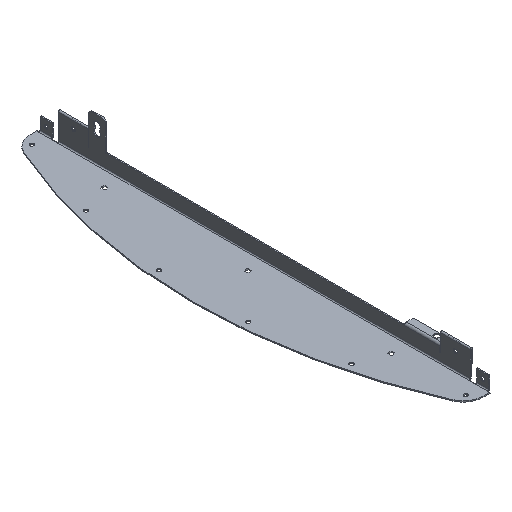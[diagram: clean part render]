
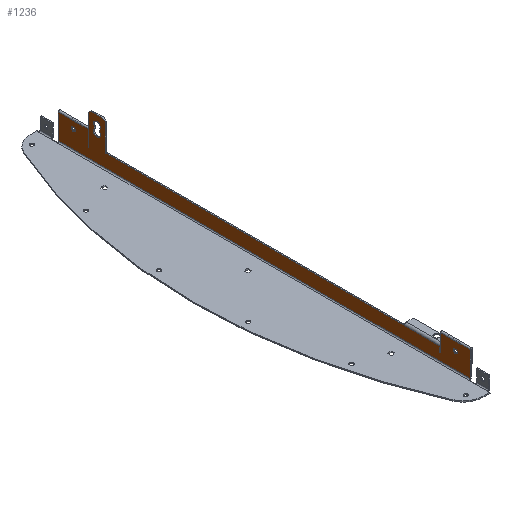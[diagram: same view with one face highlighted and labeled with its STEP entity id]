
A CAD part, isometric view. The second image highlights one B-rep face of the part: STEP entity #1236.
In plain terms, the highlighted planar face has unit normal (-1, 0, 0).
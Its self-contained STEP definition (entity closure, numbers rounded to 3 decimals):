
#198=CARTESIAN_POINT('',(53.767,240.75,42.285));
#199=VERTEX_POINT('',#198);
#206=CARTESIAN_POINT('',(53.767,232.65,42.285));
#207=VERTEX_POINT('',#206);
#208=CARTESIAN_POINT('',(53.767,236.7,39.9));
#209=DIRECTION('',(1.0,0.0,0.0));
#210=DIRECTION('',(0.0,0.0,-1.0));
#211=AXIS2_PLACEMENT_3D('',#208,#209,#210);
#212=CIRCLE('',#211,4.7);
#213=EDGE_CURVE('',#207,#199,#212,.T.);
#238=CARTESIAN_POINT('',(53.767,240.75,46.915));
#239=VERTEX_POINT('',#238);
#240=CARTESIAN_POINT('',(53.767,240.75,42.285));
#241=DIRECTION('',(0.0,0.0,1.0));
#242=VECTOR('',#241,4.63);
#243=LINE('',#240,#242);
#244=EDGE_CURVE('',#199,#239,#243,.T.);
#269=CARTESIAN_POINT('',(53.767,232.65,46.915));
#270=VERTEX_POINT('',#269);
#271=CARTESIAN_POINT('',(53.767,236.7,49.3));
#272=DIRECTION('',(1.0,0.0,0.0));
#273=DIRECTION('',(0.0,0.0,-1.0));
#274=AXIS2_PLACEMENT_3D('',#271,#272,#273);
#275=CIRCLE('',#274,4.7);
#276=EDGE_CURVE('',#239,#270,#275,.T.);
#302=CARTESIAN_POINT('',(53.767,232.65,46.915));
#303=DIRECTION('',(0.0,0.0,-1.0));
#304=VECTOR('',#303,4.63);
#305=LINE('',#302,#304);
#306=EDGE_CURVE('',#270,#207,#305,.T.);
#324=CARTESIAN_POINT('',(53.767,248.2,59.5));
#325=VERTEX_POINT('',#324);
#326=CARTESIAN_POINT('',(53.767,245.2,62.5));
#327=VERTEX_POINT('',#326);
#328=CARTESIAN_POINT('',(53.767,248.2,59.5));
#329=DIRECTION('',(0.,-0.707,0.707));
#330=VECTOR('',#329,4.243);
#331=LINE('',#328,#330);
#332=EDGE_CURVE('',#325,#327,#331,.T.);
#544=CARTESIAN_POINT('',(53.767,228.2,62.5));
#545=VERTEX_POINT('',#544);
#546=CARTESIAN_POINT('',(53.767,228.2,62.5));
#547=DIRECTION('',(0.0,1.0,0.0));
#548=VECTOR('',#547,17.0);
#549=LINE('',#546,#548);
#550=EDGE_CURVE('',#545,#327,#549,.T.);
#567=CARTESIAN_POINT('',(53.767,225.2,59.5));
#568=VERTEX_POINT('',#567);
#569=CARTESIAN_POINT('',(53.767,228.2,62.5));
#570=DIRECTION('',(0.,-0.707,-0.707));
#571=VECTOR('',#570,4.243);
#572=LINE('',#569,#571);
#573=EDGE_CURVE('',#545,#568,#572,.T.);
#767=CARTESIAN_POINT('',(53.767,-270.2,28.725));
#768=VERTEX_POINT('',#767);
#769=CARTESIAN_POINT('',(53.767,-270.2,25.975));
#770=DIRECTION('',(1.0,0.0,0.0));
#771=DIRECTION('',(0.0,0.0,-1.0));
#772=AXIS2_PLACEMENT_3D('',#769,#770,#771);
#773=CIRCLE('',#772,2.75);
#774=EDGE_CURVE('',#768,#768,#773,.T.);
#857=CARTESIAN_POINT('',(53.767,270.2,30.475));
#858=VERTEX_POINT('',#857);
#859=CARTESIAN_POINT('',(53.767,270.2,27.725));
#860=DIRECTION('',(1.0,0.0,0.0));
#861=DIRECTION('',(0.0,0.0,-1.0));
#862=AXIS2_PLACEMENT_3D('',#859,#860,#861);
#863=CIRCLE('',#862,2.75);
#864=EDGE_CURVE('',#858,#858,#863,.T.);
#877=CARTESIAN_POINT('',(53.767,249.2,38.45));
#878=VERTEX_POINT('',#877);
#896=CARTESIAN_POINT('',(53.767,291.2,38.45));
#897=VERTEX_POINT('',#896);
#905=CARTESIAN_POINT('',(53.767,249.2,38.45));
#906=DIRECTION('',(0.0,1.0,0.0));
#907=VECTOR('',#906,42.);
#908=LINE('',#905,#907);
#909=EDGE_CURVE('',#878,#897,#908,.T.);
#1065=CARTESIAN_POINT('',(53.767,291.2,3.));
#1066=VERTEX_POINT('',#1065);
#1074=CARTESIAN_POINT('',(53.767,291.2,38.45));
#1075=DIRECTION('',(0.0,0.0,-1.0));
#1076=VECTOR('',#1075,35.45);
#1077=LINE('',#1074,#1076);
#1078=EDGE_CURVE('',#897,#1066,#1077,.T.);
#1089=CARTESIAN_POINT('',(53.767,249.2,17.));
#1090=VERTEX_POINT('',#1089);
#1091=CARTESIAN_POINT('',(53.767,249.2,17.));
#1092=DIRECTION('',(0.0,0.0,1.0));
#1093=VECTOR('',#1092,21.45);
#1094=LINE('',#1091,#1093);
#1095=EDGE_CURVE('',#1090,#878,#1094,.T.);
#1111=CARTESIAN_POINT('',(53.767,0.,33.5));
#1112=DIRECTION('',(1.0,0.0,0.0));
#1113=DIRECTION('',(0.0,0.0,-1.0));
#1114=AXIS2_PLACEMENT_3D('',#1111,#1112,#1113);
#1115=PLANE('',#1114);
#1116=ORIENTED_EDGE('',*,*,#332,.F.);
#1117=CARTESIAN_POINT('',(53.767,248.2,17.));
#1118=VERTEX_POINT('',#1117);
#1119=CARTESIAN_POINT('',(53.767,248.2,59.5));
#1120=DIRECTION('',(0.0,0.0,-1.0));
#1121=VECTOR('',#1120,42.5);
#1122=LINE('',#1119,#1121);
#1123=EDGE_CURVE('',#325,#1118,#1122,.T.);
#1124=ORIENTED_EDGE('',*,*,#1123,.T.);
#1125=CARTESIAN_POINT('',(53.767,248.2,17.));
#1126=DIRECTION('',(0.0,1.0,0.0));
#1127=VECTOR('',#1126,1.);
#1128=LINE('',#1125,#1127);
#1129=EDGE_CURVE('',#1118,#1090,#1128,.T.);
#1130=ORIENTED_EDGE('',*,*,#1129,.T.);
#1131=ORIENTED_EDGE('',*,*,#1095,.T.);
#1132=ORIENTED_EDGE('',*,*,#909,.T.);
#1133=ORIENTED_EDGE('',*,*,#1078,.T.);
#1134=CARTESIAN_POINT('',(53.767,-291.2,3.));
#1135=VERTEX_POINT('',#1134);
#1136=CARTESIAN_POINT('',(53.767,-291.2,3.));
#1137=DIRECTION('',(0.0,1.0,0.0));
#1138=VECTOR('',#1137,582.4);
#1139=LINE('',#1136,#1138);
#1140=EDGE_CURVE('',#1135,#1066,#1139,.T.);
#1141=ORIENTED_EDGE('',*,*,#1140,.F.);
#1142=CARTESIAN_POINT('',(53.767,-291.2,38.45));
#1143=VERTEX_POINT('',#1142);
#1144=CARTESIAN_POINT('',(53.767,-291.2,3.));
#1145=DIRECTION('',(0.0,0.0,1.0));
#1146=VECTOR('',#1145,35.45);
#1147=LINE('',#1144,#1146);
#1148=EDGE_CURVE('',#1135,#1143,#1147,.T.);
#1149=ORIENTED_EDGE('',*,*,#1148,.T.);
#1150=CARTESIAN_POINT('',(53.767,-249.2,38.45));
#1151=VERTEX_POINT('',#1150);
#1152=CARTESIAN_POINT('',(53.767,-291.2,38.45));
#1153=DIRECTION('',(0.0,1.0,0.0));
#1154=VECTOR('',#1153,42.0);
#1155=LINE('',#1152,#1154);
#1156=EDGE_CURVE('',#1143,#1151,#1155,.T.);
#1157=ORIENTED_EDGE('',*,*,#1156,.T.);
#1158=CARTESIAN_POINT('',(53.767,-249.2,13.5));
#1159=VERTEX_POINT('',#1158);
#1160=CARTESIAN_POINT('',(53.767,-249.2,38.45));
#1161=DIRECTION('',(0.0,0.0,-1.0));
#1162=VECTOR('',#1161,24.95);
#1163=LINE('',#1160,#1162);
#1164=EDGE_CURVE('',#1151,#1159,#1163,.T.);
#1165=ORIENTED_EDGE('',*,*,#1164,.T.);
#1166=CARTESIAN_POINT('',(53.767,-248.2,13.5));
#1167=VERTEX_POINT('',#1166);
#1168=CARTESIAN_POINT('',(53.767,-249.2,13.5));
#1169=DIRECTION('',(0.0,1.0,0.0));
#1170=VECTOR('',#1169,1.);
#1171=LINE('',#1168,#1170);
#1172=EDGE_CURVE('',#1159,#1167,#1171,.T.);
#1173=ORIENTED_EDGE('',*,*,#1172,.T.);
#1174=CARTESIAN_POINT('',(53.767,-248.2,21.5));
#1175=VERTEX_POINT('',#1174);
#1176=CARTESIAN_POINT('',(53.767,-248.2,13.5));
#1177=DIRECTION('',(0.0,0.0,1.0));
#1178=VECTOR('',#1177,8.);
#1179=LINE('',#1176,#1178);
#1180=EDGE_CURVE('',#1167,#1175,#1179,.T.);
#1181=ORIENTED_EDGE('',*,*,#1180,.T.);
#1182=CARTESIAN_POINT('',(53.767,-198.2,21.5));
#1183=VERTEX_POINT('',#1182);
#1184=CARTESIAN_POINT('',(53.767,-248.2,21.5));
#1185=DIRECTION('',(0.0,1.0,0.0));
#1186=VECTOR('',#1185,50.0);
#1187=LINE('',#1184,#1186);
#1188=EDGE_CURVE('',#1175,#1183,#1187,.T.);
#1189=ORIENTED_EDGE('',*,*,#1188,.T.);
#1190=CARTESIAN_POINT('',(53.767,223.7,21.5));
#1191=VERTEX_POINT('',#1190);
#1192=CARTESIAN_POINT('',(53.767,-198.2,21.5));
#1193=DIRECTION('',(0.0,1.0,0.0));
#1194=VECTOR('',#1193,421.9);
#1195=LINE('',#1192,#1194);
#1196=EDGE_CURVE('',#1183,#1191,#1195,.T.);
#1197=ORIENTED_EDGE('',*,*,#1196,.T.);
#1198=CARTESIAN_POINT('',(53.767,223.7,20.75));
#1199=VERTEX_POINT('',#1198);
#1200=CARTESIAN_POINT('',(53.767,223.7,21.5));
#1201=DIRECTION('',(0.0,0.0,-1.0));
#1202=VECTOR('',#1201,0.75);
#1203=LINE('',#1200,#1202);
#1204=EDGE_CURVE('',#1191,#1199,#1203,.T.);
#1205=ORIENTED_EDGE('',*,*,#1204,.T.);
#1206=CARTESIAN_POINT('',(53.767,225.2,20.75));
#1207=VERTEX_POINT('',#1206);
#1208=CARTESIAN_POINT('',(53.767,223.7,20.75));
#1209=DIRECTION('',(0.0,1.0,0.0));
#1210=VECTOR('',#1209,1.5);
#1211=LINE('',#1208,#1210);
#1212=EDGE_CURVE('',#1199,#1207,#1211,.T.);
#1213=ORIENTED_EDGE('',*,*,#1212,.T.);
#1214=CARTESIAN_POINT('',(53.767,225.2,20.75));
#1215=DIRECTION('',(0.0,0.0,1.0));
#1216=VECTOR('',#1215,38.75);
#1217=LINE('',#1214,#1216);
#1218=EDGE_CURVE('',#1207,#568,#1217,.T.);
#1219=ORIENTED_EDGE('',*,*,#1218,.T.);
#1220=ORIENTED_EDGE('',*,*,#573,.F.);
#1221=ORIENTED_EDGE('',*,*,#550,.T.);
#1222=EDGE_LOOP('',(#1116,#1124,#1130,#1131,#1132,#1133,#1141,#1149,#1157,#1165,#1173,#1181,#1189,#1197,#1205,#1213,#1219,#1220,#1221));
#1223=FACE_OUTER_BOUND('',#1222,.T.);
#1224=ORIENTED_EDGE('',*,*,#213,.T.);
#1225=ORIENTED_EDGE('',*,*,#244,.T.);
#1226=ORIENTED_EDGE('',*,*,#276,.T.);
#1227=ORIENTED_EDGE('',*,*,#306,.T.);
#1228=EDGE_LOOP('',(#1224,#1225,#1226,#1227));
#1229=FACE_BOUND('',#1228,.T.);
#1230=ORIENTED_EDGE('',*,*,#774,.T.);
#1231=EDGE_LOOP('',(#1230));
#1232=FACE_BOUND('',#1231,.T.);
#1233=ORIENTED_EDGE('',*,*,#864,.T.);
#1234=EDGE_LOOP('',(#1233));
#1235=FACE_BOUND('',#1234,.T.);
#1236=ADVANCED_FACE('',(#1223,#1229,#1232,#1235),#1115,.F.);
